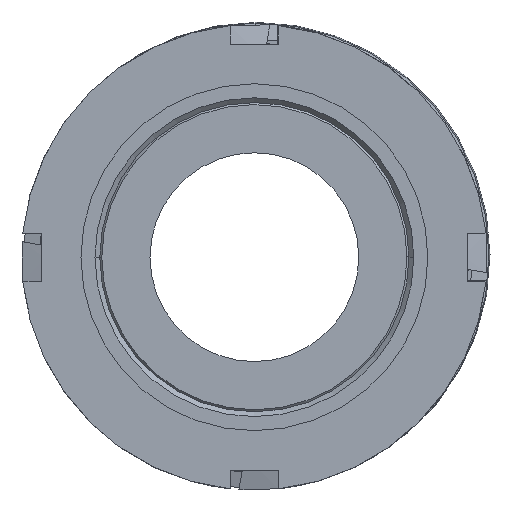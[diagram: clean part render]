
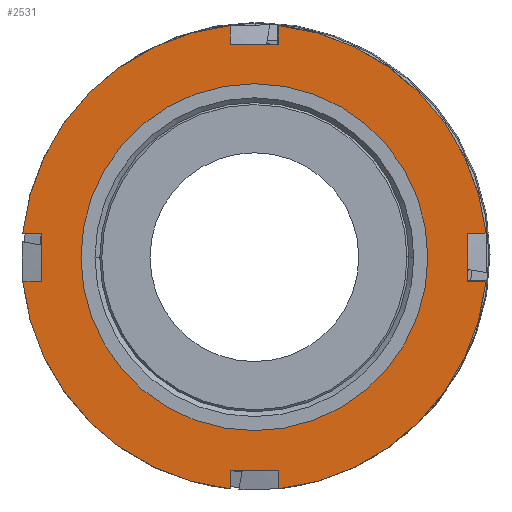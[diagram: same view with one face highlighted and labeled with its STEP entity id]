
A CAD part, front view. The second image highlights one B-rep face of the part: STEP entity #2531.
In plain terms, the highlighted planar face has unit normal (0, -1, 0).
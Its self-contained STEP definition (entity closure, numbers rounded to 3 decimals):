
#2 = VERTEX_POINT ( 'NONE', #3408 ) ;
#15 = CARTESIAN_POINT ( 'NONE',  ( 28.844, -20.269, -3. ) ) ;
#26 = VECTOR ( 'NONE', #3893, 1000. ) ;
#37 = DIRECTION ( 'NONE',  ( -1., 0., 0. ) ) ;
#44 = DIRECTION ( 'NONE',  ( -1., 0., 0. ) ) ;
#59 = VERTEX_POINT ( 'NONE', #3370 ) ;
#98 = DIRECTION ( 'NONE',  ( -1., 0., 0. ) ) ;
#101 = EDGE_LOOP ( 'NONE', ( #855, #2089 ) ) ;
#137 = VECTOR ( 'NONE', #4138, 1000. ) ;
#139 = DIRECTION ( 'NONE',  ( 1., 0., 0. ) ) ;
#152 = ORIENTED_EDGE ( 'NONE', *, *, #776, .F. ) ;
#153 = CARTESIAN_POINT ( 'NONE',  ( -3., -20.269, -28.844 ) ) ;
#182 = CARTESIAN_POINT ( 'NONE',  ( -28.844, -20.269, 3. ) ) ;
#198 = ORIENTED_EDGE ( 'NONE', *, *, #4249, .F. ) ;
#207 = DIRECTION ( 'NONE',  ( 0., 1., 0. ) ) ;
#228 = AXIS2_PLACEMENT_3D ( 'NONE', #878, #207, #531 ) ;
#252 = CARTESIAN_POINT ( 'NONE',  ( 21.6, -20.269, 0. ) ) ;
#279 = CARTESIAN_POINT ( 'NONE',  ( 3., -20.269, 0. ) ) ;
#301 = ORIENTED_EDGE ( 'NONE', *, *, #953, .F. ) ;
#342 = EDGE_LOOP ( 'NONE', ( #152, #1676, #2657, #1250, #1357, #2157, #2754, #918, #1558, #198, #3271, #2105, #3202, #1977, #3717, #301 ) ) ;
#345 = CARTESIAN_POINT ( 'NONE',  ( 0., -20.269, 0. ) ) ;
#388 = VERTEX_POINT ( 'NONE', #1987 ) ;
#413 = LINE ( 'NONE', #4047, #4318 ) ;
#419 = EDGE_CURVE ( 'NONE', #2843, #1604, #4334, .T. ) ;
#425 = VECTOR ( 'NONE', #938, 1000. ) ;
#531 = DIRECTION ( 'NONE',  ( -1., 0., 0. ) ) ;
#538 = VECTOR ( 'NONE', #4339, 1000. ) ;
#572 = CIRCLE ( 'NONE', #1212, 21.6 ) ;
#606 = CARTESIAN_POINT ( 'NONE',  ( -3., -20.269, 0. ) ) ;
#620 = DIRECTION ( 'NONE',  ( -1., 0., 0. ) ) ;
#621 = DIRECTION ( 'NONE',  ( 0., 0., 1. ) ) ;
#676 = VERTEX_POINT ( 'NONE', #2124 ) ;
#699 = VERTEX_POINT ( 'NONE', #4227 ) ;
#745 = LINE ( 'NONE', #606, #4195 ) ;
#776 = EDGE_CURVE ( 'NONE', #3414, #1414, #1750, .T. ) ;
#779 = LINE ( 'NONE', #871, #1325 ) ;
#841 = LINE ( 'NONE', #1057, #2825 ) ;
#855 = ORIENTED_EDGE ( 'NONE', *, *, #2617, .T. ) ;
#871 = CARTESIAN_POINT ( 'NONE',  ( 0., -20.269, 26.5 ) ) ;
#878 = CARTESIAN_POINT ( 'NONE',  ( 21.6, -20.269, 0. ) ) ;
#918 = ORIENTED_EDGE ( 'NONE', *, *, #2589, .F. ) ;
#938 = DIRECTION ( 'NONE',  ( 0., 0., -1. ) ) ;
#953 = EDGE_CURVE ( 'NONE', #1414, #1997, #1280, .T. ) ;
#985 = CARTESIAN_POINT ( 'NONE',  ( -26.5, -20.269, -3. ) ) ;
#1057 = CARTESIAN_POINT ( 'NONE',  ( 26.5, -20.269, 0. ) ) ;
#1086 = AXIS2_PLACEMENT_3D ( 'NONE', #2751, #3383, #3098 ) ;
#1212 = AXIS2_PLACEMENT_3D ( 'NONE', #3157, #3491, #3825 ) ;
#1250 = ORIENTED_EDGE ( 'NONE', *, *, #3190, .F. ) ;
#1280 = CIRCLE ( 'NONE', #1086, 29. ) ;
#1325 = VECTOR ( 'NONE', #3550, 1000. ) ;
#1357 = ORIENTED_EDGE ( 'NONE', *, *, #419, .F. ) ;
#1371 = EDGE_CURVE ( 'NONE', #2458, #59, #779, .T. ) ;
#1404 = VERTEX_POINT ( 'NONE', #3878 ) ;
#1414 = VERTEX_POINT ( 'NONE', #182 ) ;
#1449 = EDGE_CURVE ( 'NONE', #59, #2, #3439, .T. ) ;
#1477 = EDGE_CURVE ( 'NONE', #676, #1404, #3120, .T. ) ;
#1537 = PLANE ( 'NONE',  #228 ) ;
#1558 = ORIENTED_EDGE ( 'NONE', *, *, #2697, .F. ) ;
#1604 = VERTEX_POINT ( 'NONE', #153 ) ;
#1630 = DIRECTION ( 'NONE',  ( 0., 0., 1. ) ) ;
#1634 = CARTESIAN_POINT ( 'NONE',  ( -3., -20.269, 0. ) ) ;
#1666 = DIRECTION ( 'NONE',  ( 0., 1., 0. ) ) ;
#1676 = ORIENTED_EDGE ( 'NONE', *, *, #3009, .F. ) ;
#1687 = LINE ( 'NONE', #3807, #4263 ) ;
#1692 = VECTOR ( 'NONE', #621, 1000. ) ;
#1750 = LINE ( 'NONE', #3222, #26 ) ;
#1787 = DIRECTION ( 'NONE',  ( 0., 1., 0. ) ) ;
#1883 = EDGE_CURVE ( 'NONE', #676, #2843, #413, .T. ) ;
#1930 = EDGE_CURVE ( 'NONE', #2, #2428, #3433, .T. ) ;
#1977 = ORIENTED_EDGE ( 'NONE', *, *, #1371, .F. ) ;
#1987 = CARTESIAN_POINT ( 'NONE',  ( -21.6, -20.269, 0. ) ) ;
#1992 = CARTESIAN_POINT ( 'NONE',  ( 21.6, -20.269, 3. ) ) ;
#1997 = VERTEX_POINT ( 'NONE', #2028 ) ;
#2000 = DIRECTION ( 'NONE',  ( 0., 0., 1. ) ) ;
#2008 = CIRCLE ( 'NONE', #2710, 21.6 ) ;
#2028 = CARTESIAN_POINT ( 'NONE',  ( -3., -20.269, 28.844 ) ) ;
#2046 = DIRECTION ( 'NONE',  ( 0., 1., 0. ) ) ;
#2075 = CARTESIAN_POINT ( 'NONE',  ( -28.844, -20.269, -3. ) ) ;
#2089 = ORIENTED_EDGE ( 'NONE', *, *, #2728, .T. ) ;
#2093 = DIRECTION ( 'NONE',  ( 0., 1., 0. ) ) ;
#2094 = CARTESIAN_POINT ( 'NONE',  ( 26.5, -20.269, 3. ) ) ;
#2105 = ORIENTED_EDGE ( 'NONE', *, *, #1930, .F. ) ;
#2124 = CARTESIAN_POINT ( 'NONE',  ( 3., -20.269, -26.5 ) ) ;
#2136 = VERTEX_POINT ( 'NONE', #15 ) ;
#2157 = ORIENTED_EDGE ( 'NONE', *, *, #1883, .F. ) ;
#2178 = CARTESIAN_POINT ( 'NONE',  ( -3., -20.269, 26.5 ) ) ;
#2234 = AXIS2_PLACEMENT_3D ( 'NONE', #3339, #2046, #3677 ) ;
#2339 = FACE_OUTER_BOUND ( 'NONE', #342, .T. ) ;
#2366 = CIRCLE ( 'NONE', #3147, 29. ) ;
#2428 = VERTEX_POINT ( 'NONE', #3877 ) ;
#2458 = VERTEX_POINT ( 'NONE', #2178 ) ;
#2468 = LINE ( 'NONE', #1992, #538 ) ;
#2494 = VECTOR ( 'NONE', #2733, 1000. ) ;
#2531 = ADVANCED_FACE ( 'NONE', ( #2848, #2339 ), #1537, .F. ) ;
#2580 = AXIS2_PLACEMENT_3D ( 'NONE', #2649, #1666, #620 ) ;
#2589 = EDGE_CURVE ( 'NONE', #2136, #1404, #2902, .T. ) ;
#2617 = EDGE_CURVE ( 'NONE', #388, #3372, #2008, .T. ) ;
#2649 = CARTESIAN_POINT ( 'NONE',  ( 0., -20.269, 0. ) ) ;
#2657 = ORIENTED_EDGE ( 'NONE', *, *, #3965, .T. ) ;
#2688 = CARTESIAN_POINT ( 'NONE',  ( -3., -20.269, -26.5 ) ) ;
#2697 = EDGE_CURVE ( 'NONE', #699, #2136, #1687, .T. ) ;
#2703 = DIRECTION ( 'NONE',  ( 0., 0., -1. ) ) ;
#2710 = AXIS2_PLACEMENT_3D ( 'NONE', #345, #2093, #44 ) ;
#2728 = EDGE_CURVE ( 'NONE', #3372, #388, #572, .T. ) ;
#2733 = DIRECTION ( 'NONE',  ( 0., 0., -1. ) ) ;
#2751 = CARTESIAN_POINT ( 'NONE',  ( 0., -20.269, 0. ) ) ;
#2754 = ORIENTED_EDGE ( 'NONE', *, *, #1477, .T. ) ;
#2800 = CARTESIAN_POINT ( 'NONE',  ( 0., -20.269, 0. ) ) ;
#2825 = VECTOR ( 'NONE', #2703, 1000. ) ;
#2833 = CARTESIAN_POINT ( 'NONE',  ( 21.6, -20.269, -3. ) ) ;
#2843 = VERTEX_POINT ( 'NONE', #2688 ) ;
#2848 = FACE_BOUND ( 'NONE', #101, .T. ) ;
#2887 = VERTEX_POINT ( 'NONE', #2075 ) ;
#2902 = CIRCLE ( 'NONE', #2580, 29. ) ;
#2929 = LINE ( 'NONE', #2833, #137 ) ;
#2959 = CARTESIAN_POINT ( 'NONE',  ( -26.5, -20.269, 3. ) ) ;
#2993 = CARTESIAN_POINT ( 'NONE',  ( -26.5, -20.269, 0. ) ) ;
#3009 = EDGE_CURVE ( 'NONE', #3051, #3414, #3349, .T. ) ;
#3051 = VERTEX_POINT ( 'NONE', #985 ) ;
#3098 = DIRECTION ( 'NONE',  ( -1., 0., 0. ) ) ;
#3120 = LINE ( 'NONE', #4048, #2494 ) ;
#3147 = AXIS2_PLACEMENT_3D ( 'NONE', #2800, #1787, #98 ) ;
#3157 = CARTESIAN_POINT ( 'NONE',  ( 0., -20.269, 0. ) ) ;
#3190 = EDGE_CURVE ( 'NONE', #1604, #2887, #2366, .T. ) ;
#3202 = ORIENTED_EDGE ( 'NONE', *, *, #1449, .F. ) ;
#3222 = CARTESIAN_POINT ( 'NONE',  ( 21.6, -20.269, 3. ) ) ;
#3271 = ORIENTED_EDGE ( 'NONE', *, *, #3522, .T. ) ;
#3339 = CARTESIAN_POINT ( 'NONE',  ( 0., -20.269, 0. ) ) ;
#3349 = LINE ( 'NONE', #2993, #3561 ) ;
#3370 = CARTESIAN_POINT ( 'NONE',  ( 3., -20.269, 26.5 ) ) ;
#3372 = VERTEX_POINT ( 'NONE', #252 ) ;
#3383 = DIRECTION ( 'NONE',  ( 0., 1., 0. ) ) ;
#3408 = CARTESIAN_POINT ( 'NONE',  ( 3., -20.269, 28.844 ) ) ;
#3414 = VERTEX_POINT ( 'NONE', #2959 ) ;
#3433 = CIRCLE ( 'NONE', #2234, 29. ) ;
#3439 = LINE ( 'NONE', #279, #1692 ) ;
#3491 = DIRECTION ( 'NONE',  ( 0., 1., 0. ) ) ;
#3492 = EDGE_CURVE ( 'NONE', #2458, #1997, #745, .T. ) ;
#3522 = EDGE_CURVE ( 'NONE', #4310, #2428, #2468, .T. ) ;
#3550 = DIRECTION ( 'NONE',  ( 1., 0., 0. ) ) ;
#3561 = VECTOR ( 'NONE', #2000, 1000. ) ;
#3677 = DIRECTION ( 'NONE',  ( -1., 0., 0. ) ) ;
#3717 = ORIENTED_EDGE ( 'NONE', *, *, #3492, .T. ) ;
#3807 = CARTESIAN_POINT ( 'NONE',  ( 21.6, -20.269, -3. ) ) ;
#3825 = DIRECTION ( 'NONE',  ( -1., 0., 0. ) ) ;
#3877 = CARTESIAN_POINT ( 'NONE',  ( 28.844, -20.269, 3. ) ) ;
#3878 = CARTESIAN_POINT ( 'NONE',  ( 3., -20.269, -28.844 ) ) ;
#3893 = DIRECTION ( 'NONE',  ( -1., 0., 0. ) ) ;
#3965 = EDGE_CURVE ( 'NONE', #3051, #2887, #2929, .T. ) ;
#4047 = CARTESIAN_POINT ( 'NONE',  ( 0., -20.269, -26.5 ) ) ;
#4048 = CARTESIAN_POINT ( 'NONE',  ( 3., -20.269, 0. ) ) ;
#4138 = DIRECTION ( 'NONE',  ( -1., 0., 0. ) ) ;
#4195 = VECTOR ( 'NONE', #1630, 1000. ) ;
#4227 = CARTESIAN_POINT ( 'NONE',  ( 26.5, -20.269, -3. ) ) ;
#4249 = EDGE_CURVE ( 'NONE', #4310, #699, #841, .T. ) ;
#4263 = VECTOR ( 'NONE', #139, 1000. ) ;
#4310 = VERTEX_POINT ( 'NONE', #2094 ) ;
#4318 = VECTOR ( 'NONE', #37, 1000. ) ;
#4334 = LINE ( 'NONE', #1634, #425 ) ;
#4339 = DIRECTION ( 'NONE',  ( 1., 0., 0. ) ) ;
